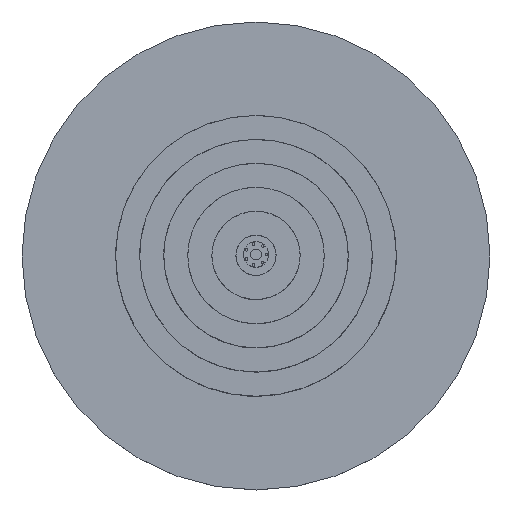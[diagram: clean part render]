
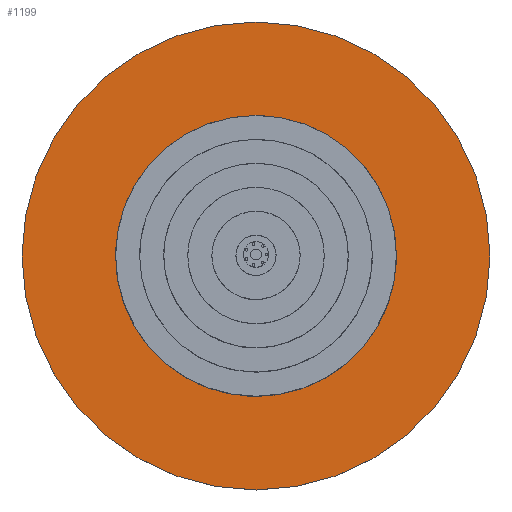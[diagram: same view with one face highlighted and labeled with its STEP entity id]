
A CAD part, top view. The second image highlights one B-rep face of the part: STEP entity #1199.
In plain terms, the highlighted planar face has unit normal (0, 0, 1).
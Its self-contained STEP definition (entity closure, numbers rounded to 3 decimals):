
#201=PLANE('',#1611);
#249=FACE_BOUND('',#455,.T.);
#354=FACE_OUTER_BOUND('',#454,.T.);
#454=EDGE_LOOP('',(#954));
#455=EDGE_LOOP('',(#955));
#645=CIRCLE('',#1602,105.);
#648=CIRCLE('',#1608,175.);
#745=VERTEX_POINT('',#2332);
#748=VERTEX_POINT('',#2341);
#845=EDGE_CURVE('',#745,#745,#645,.T.);
#848=EDGE_CURVE('',#748,#748,#648,.T.);
#954=ORIENTED_EDGE('',*,*,#848,.T.);
#955=ORIENTED_EDGE('',*,*,#845,.T.);
#1199=ADVANCED_FACE('',(#354,#249),#201,.T.);
#1602=AXIS2_PLACEMENT_3D('',#2333,#1849,#1850);
#1608=AXIS2_PLACEMENT_3D('',#2342,#1861,#1862);
#1611=AXIS2_PLACEMENT_3D('',#2346,#1867,#1868);
#1849=DIRECTION('center_axis',(0.,0.,-1.));
#1850=DIRECTION('ref_axis',(-1.,0.,0.));
#1861=DIRECTION('center_axis',(0.,0.,1.));
#1862=DIRECTION('ref_axis',(-1.,0.,0.));
#1867=DIRECTION('center_axis',(0.,0.,1.));
#1868=DIRECTION('ref_axis',(1.,0.,0.));
#2332=CARTESIAN_POINT('',(105.,0.,12.));
#2333=CARTESIAN_POINT('Origin',(0.,0.,12.));
#2341=CARTESIAN_POINT('',(175.,0.,12.));
#2342=CARTESIAN_POINT('Origin',(0.,0.,12.));
#2346=CARTESIAN_POINT('Origin',(0.,0.,12.));
